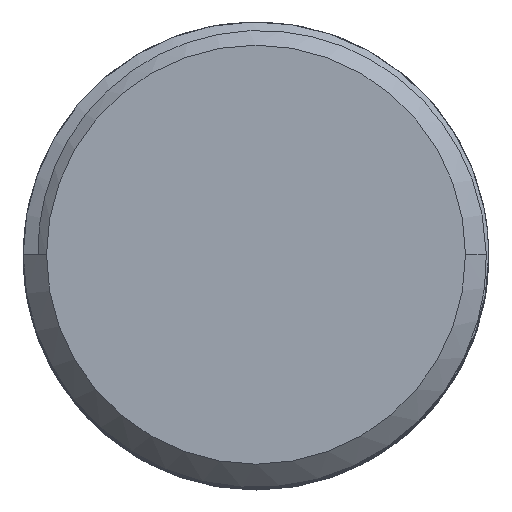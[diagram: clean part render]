
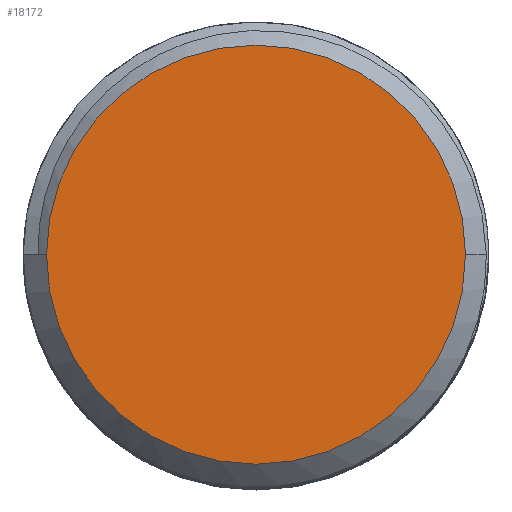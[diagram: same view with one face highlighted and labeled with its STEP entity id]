
A CAD part, top view. The second image highlights one B-rep face of the part: STEP entity #18172.
In plain terms, the highlighted planar face has unit normal (0, 0, 1).
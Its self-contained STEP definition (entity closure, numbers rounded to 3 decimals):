
#4419=CARTESIAN_POINT('',(0.,0.,49.2));
#4420=DIRECTION('',(0.,0.,1.));
#4421=DIRECTION('',(1.,0.,0.));
#4422=AXIS2_PLACEMENT_3D('',#4419,#4420,#4421);
#4424=CARTESIAN_POINT('',(0.,0.,49.2));
#4425=DIRECTION('',(0.,0.,1.));
#4426=DIRECTION('',(-1.,0.,0.));
#4427=AXIS2_PLACEMENT_3D('',#4424,#4425,#4426);
#5455=CARTESIAN_POINT('',(5.4,0.,49.2));
#5456=CARTESIAN_POINT('',(-5.4,0.,49.2));
#5457=VERTEX_POINT('',#5455);
#5458=VERTEX_POINT('',#5456);
#18163=CARTESIAN_POINT('',(0.,0.,49.2));
#18164=DIRECTION('',(0.,0.,-1.));
#18165=DIRECTION('',(-1.,0.,0.));
#18166=AXIS2_PLACEMENT_3D('',#18163,#18164,#18165);
#18167=PLANE('',#18166);
#18168=ORIENTED_EDGE('',*,*,#18157,.F.);
#18169=ORIENTED_EDGE('',*,*,#16104,.F.);
#18170=EDGE_LOOP('',(#18168,#18169));
#18171=FACE_OUTER_BOUND('',#18170,.F.);
#18172=ADVANCED_FACE('',(#18171),#18167,.F.);
#4423=CIRCLE('',#4422,5.4);
#4428=CIRCLE('',#4427,5.4);
#16104=EDGE_CURVE('',#5458,#5457,#4428,.T.);
#18157=EDGE_CURVE('',#5457,#5458,#4423,.T.);
